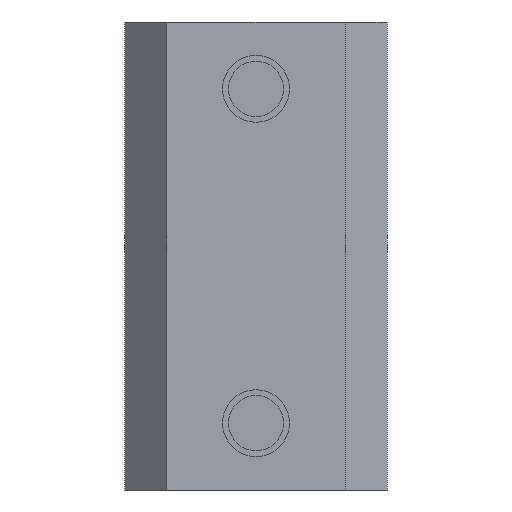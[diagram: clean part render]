
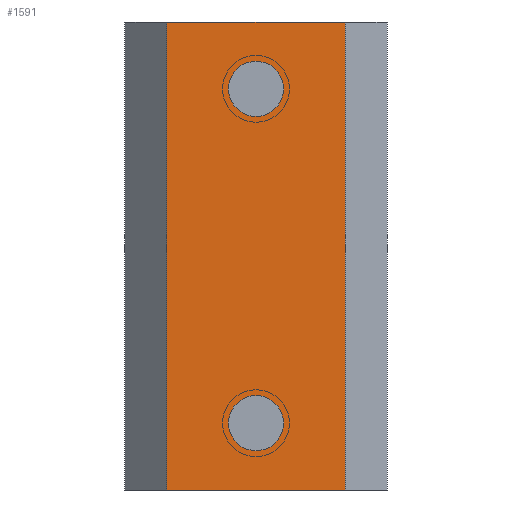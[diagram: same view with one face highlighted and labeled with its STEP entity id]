
A CAD part, front view. The second image highlights one B-rep face of the part: STEP entity #1591.
In plain terms, the highlighted planar face has unit normal (0, -1, 0).
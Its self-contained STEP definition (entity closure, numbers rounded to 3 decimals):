
#389=DIRECTION('',(1.,0.,0.));
#390=VECTOR('',#389,10.7);
#391=CARTESIAN_POINT('',(-5.35,0.,14.));
#392=LINE('',#391,#390);
#815=DIRECTION('',(1.,0.,0.));
#816=VECTOR('',#815,10.7);
#817=CARTESIAN_POINT('',(-5.35,0.,-14.));
#818=LINE('',#817,#816);
#871=CARTESIAN_POINT('',(0.,0.,10.));
#872=DIRECTION('',(0.,1.,0.));
#873=DIRECTION('',(1.,0.,0.));
#874=AXIS2_PLACEMENT_3D('',#871,#872,#873);
#879=CARTESIAN_POINT('',(0.,0.,10.));
#880=DIRECTION('',(0.,1.,0.));
#881=DIRECTION('',(-1.,0.,0.));
#882=AXIS2_PLACEMENT_3D('',#879,#880,#881);
#887=DIRECTION('',(0.,0.,1.));
#888=VECTOR('',#887,28.);
#889=CARTESIAN_POINT('',(-5.35,0.,-14.));
#890=LINE('',#889,#888);
#894=CARTESIAN_POINT('',(0.,0.,-10.));
#895=DIRECTION('',(0.,-1.,0.));
#896=DIRECTION('',(1.,0.,0.));
#897=AXIS2_PLACEMENT_3D('',#894,#895,#896);
#902=CARTESIAN_POINT('',(0.,0.,-10.));
#903=DIRECTION('',(0.,-1.,0.));
#904=DIRECTION('',(-1.,0.,0.));
#905=AXIS2_PLACEMENT_3D('',#902,#903,#904);
#968=DIRECTION('',(0.,0.,1.));
#969=VECTOR('',#968,28.);
#970=CARTESIAN_POINT('',(5.35,0.,-14.));
#971=LINE('',#970,#969);
#1053=CARTESIAN_POINT('',(-5.35,0.,14.));
#1054=VERTEX_POINT('',#1053);
#1055=CARTESIAN_POINT('',(5.35,0.,14.));
#1056=VERTEX_POINT('',#1055);
#1101=CARTESIAN_POINT('',(1.65,0.,10.));
#1102=CARTESIAN_POINT('',(-1.65,0.,10.));
#1103=VERTEX_POINT('',#1101);
#1104=VERTEX_POINT('',#1102);
#1117=CARTESIAN_POINT('',(-5.35,0.,-14.));
#1118=VERTEX_POINT('',#1117);
#1119=CARTESIAN_POINT('',(5.35,0.,-14.));
#1120=VERTEX_POINT('',#1119);
#1165=CARTESIAN_POINT('',(1.65,0.,-10.));
#1166=CARTESIAN_POINT('',(-1.65,0.,-10.));
#1167=VERTEX_POINT('',#1165);
#1168=VERTEX_POINT('',#1166);
#1567=CARTESIAN_POINT('',(-5.35,0.,0.));
#1568=DIRECTION('',(0.,-1.,0.));
#1569=DIRECTION('',(1.,0.,0.));
#1570=AXIS2_PLACEMENT_3D('',#1567,#1568,#1569);
#1571=PLANE('',#1570);
#1573=ORIENTED_EDGE('',*,*,#1572,.F.);
#1574=ORIENTED_EDGE('',*,*,#1529,.F.);
#1575=ORIENTED_EDGE('',*,*,#1559,.T.);
#1576=ORIENTED_EDGE('',*,*,#1190,.T.);
#1577=EDGE_LOOP('',(#1573,#1574,#1575,#1576));
#1578=FACE_OUTER_BOUND('',#1577,.F.);
#1580=ORIENTED_EDGE('',*,*,#1579,.F.);
#1582=ORIENTED_EDGE('',*,*,#1581,.F.);
#1583=EDGE_LOOP('',(#1580,#1582));
#1584=FACE_BOUND('',#1583,.F.);
#1586=ORIENTED_EDGE('',*,*,#1585,.T.);
#1588=ORIENTED_EDGE('',*,*,#1587,.T.);
#1589=EDGE_LOOP('',(#1586,#1588));
#1590=FACE_BOUND('',#1589,.F.);
#875=CIRCLE('',#874,1.65);
#883=CIRCLE('',#882,1.65);
#898=CIRCLE('',#897,1.65);
#906=CIRCLE('',#905,1.65);
#1190=EDGE_CURVE('',#1054,#1056,#392,.T.);
#1529=EDGE_CURVE('',#1118,#1120,#818,.T.);
#1559=EDGE_CURVE('',#1118,#1054,#890,.T.);
#1572=EDGE_CURVE('',#1120,#1056,#971,.T.);
#1579=EDGE_CURVE('',#1103,#1104,#875,.T.);
#1581=EDGE_CURVE('',#1104,#1103,#883,.T.);
#1585=EDGE_CURVE('',#1167,#1168,#898,.T.);
#1587=EDGE_CURVE('',#1168,#1167,#906,.T.);
#1591=ADVANCED_FACE('',(#1578,#1584,#1590),#1571,.T.);
